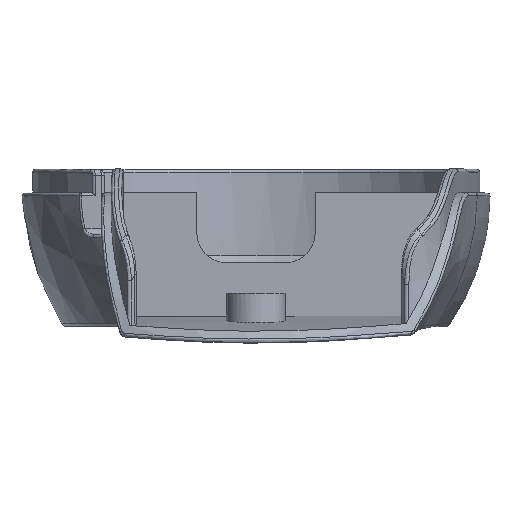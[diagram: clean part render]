
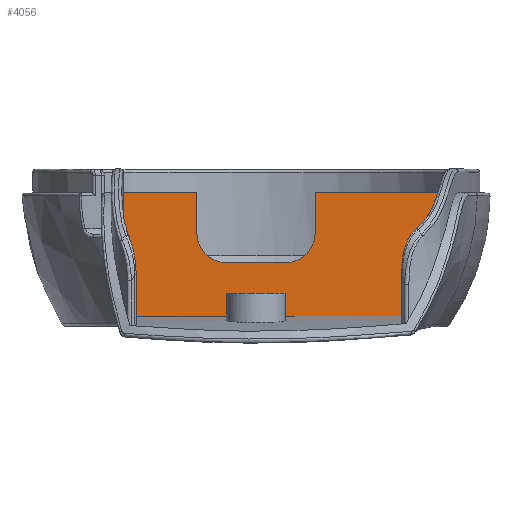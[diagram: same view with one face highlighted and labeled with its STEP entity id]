
A CAD part, top view. The second image highlights one B-rep face of the part: STEP entity #4056.
In plain terms, the highlighted planar face has unit normal (0, 0, 1).
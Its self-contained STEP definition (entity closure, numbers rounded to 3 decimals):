
#37=PLANE('',#4345);
#344=LINE('',#12624,#597);
#345=LINE('',#12626,#598);
#346=LINE('',#12630,#599);
#347=LINE('',#12634,#600);
#348=LINE('',#12636,#601);
#349=LINE('',#12638,#602);
#350=LINE('',#12645,#603);
#597=VECTOR('',#4895,1000.);
#598=VECTOR('',#4896,1000.);
#599=VECTOR('',#4899,1000.);
#600=VECTOR('',#4902,1000.);
#601=VECTOR('',#4903,1000.);
#602=VECTOR('',#4904,1000.);
#603=VECTOR('',#4905,1000.);
#883=FACE_OUTER_BOUND('',#1154,.T.);
#1154=EDGE_LOOP('',(#3123,#3124,#3125,#3126,#3127,#3128,#3129,#3130,#3131,
#3132,#3133,#3134));
#1319=ELLIPSE('',#4344,44.244,41.137);
#1403=B_SPLINE_CURVE_WITH_KNOTS('',3,(#11392,#11393,#11394,#11395,#11396,
#11397),.UNSPECIFIED.,.F.,.F.,(4,2,4),(-5.115,-2.544,
0.),.UNSPECIFIED.);
#1433=B_SPLINE_CURVE_WITH_KNOTS('',3,(#12639,#12640,#12641,#12642,#12643,
#12644),.UNSPECIFIED.,.F.,.F.,(4,2,4),(-0.726,-0.363,
0.),.UNSPECIFIED.);
#1583=CIRCLE('',#4346,5.);
#1584=CIRCLE('',#4347,5.);
#1831=VERTEX_POINT('',#11384);
#1832=VERTEX_POINT('',#11391);
#1868=VERTEX_POINT('',#12607);
#1869=VERTEX_POINT('',#12622);
#1870=VERTEX_POINT('',#12623);
#1871=VERTEX_POINT('',#12625);
#1872=VERTEX_POINT('',#12627);
#1873=VERTEX_POINT('',#12629);
#1874=VERTEX_POINT('',#12631);
#1875=VERTEX_POINT('',#12633);
#1876=VERTEX_POINT('',#12635);
#1877=VERTEX_POINT('',#12637);
#2275=EDGE_CURVE('',#1832,#1831,#1403,.T.);
#2338=EDGE_CURVE('',#1831,#1868,#1319,.T.);
#2340=EDGE_CURVE('',#1869,#1870,#344,.T.);
#2341=EDGE_CURVE('',#1871,#1869,#345,.T.);
#2342=EDGE_CURVE('',#1872,#1871,#1583,.T.);
#2343=EDGE_CURVE('',#1873,#1872,#346,.T.);
#2344=EDGE_CURVE('',#1874,#1873,#1584,.T.);
#2345=EDGE_CURVE('',#1875,#1874,#347,.T.);
#2346=EDGE_CURVE('',#1876,#1875,#348,.T.);
#2347=EDGE_CURVE('',#1877,#1876,#349,.T.);
#2348=EDGE_CURVE('',#1832,#1877,#1433,.T.);
#2349=EDGE_CURVE('',#1870,#1868,#350,.T.);
#3123=ORIENTED_EDGE('',*,*,#2340,.F.);
#3124=ORIENTED_EDGE('',*,*,#2341,.F.);
#3125=ORIENTED_EDGE('',*,*,#2342,.F.);
#3126=ORIENTED_EDGE('',*,*,#2343,.F.);
#3127=ORIENTED_EDGE('',*,*,#2344,.F.);
#3128=ORIENTED_EDGE('',*,*,#2345,.F.);
#3129=ORIENTED_EDGE('',*,*,#2346,.F.);
#3130=ORIENTED_EDGE('',*,*,#2347,.F.);
#3131=ORIENTED_EDGE('',*,*,#2348,.F.);
#3132=ORIENTED_EDGE('',*,*,#2275,.T.);
#3133=ORIENTED_EDGE('',*,*,#2338,.T.);
#3134=ORIENTED_EDGE('',*,*,#2349,.F.);
#4056=ADVANCED_FACE('',(#883),#37,.F.);
#4344=AXIS2_PLACEMENT_3D('',#12608,#4891,#4892);
#4345=AXIS2_PLACEMENT_3D('',#12621,#4893,#4894);
#4346=AXIS2_PLACEMENT_3D('',#12628,#4897,#4898);
#4347=AXIS2_PLACEMENT_3D('',#12632,#4900,#4901);
#4891=DIRECTION('center_axis',(0.,0.,1.));
#4892=DIRECTION('ref_axis',(0.911,-0.413,0.));
#4893=DIRECTION('center_axis',(0.,0.,-1.));
#4894=DIRECTION('ref_axis',(-1.,0.,0.));
#4895=DIRECTION('',(1.,0.,0.));
#4896=DIRECTION('',(0.,1.,0.));
#4897=DIRECTION('center_axis',(0.,0.,1.));
#4898=DIRECTION('ref_axis',(-1.,0.,0.));
#4899=DIRECTION('',(1.,0.,0.));
#4900=DIRECTION('center_axis',(0.,0.,1.));
#4901=DIRECTION('ref_axis',(1.,0.,0.));
#4902=DIRECTION('',(0.,-1.,0.));
#4903=DIRECTION('',(1.,0.,0.));
#4904=DIRECTION('',(0.,1.,0.));
#4905=DIRECTION('',(0.,-1.,0.));
#11384=CARTESIAN_POINT('',(271.726,-20.85,50.3));
#11391=CARTESIAN_POINT('',(223.509,-20.932,50.3));
#11392=CARTESIAN_POINT('Ctrl Pts',(223.509,-20.932,50.3));
#11393=CARTESIAN_POINT('Ctrl Pts',(231.507,-21.01,50.3));
#11394=CARTESIAN_POINT('Ctrl Pts',(239.583,-21.043,50.3));
#11395=CARTESIAN_POINT('Ctrl Pts',(255.544,-21.015,50.3));
#11396=CARTESIAN_POINT('Ctrl Pts',(263.247,-20.961,50.3));
#11397=CARTESIAN_POINT('Ctrl Pts',(271.726,-20.85,50.3));
#12607=CARTESIAN_POINT('',(276.327,-10.725,50.3));
#12608=CARTESIAN_POINT('Origin',(234.115,2.347,50.3));
#12621=CARTESIAN_POINT('Origin',(257.412,500000.,50.3));
#12622=CARTESIAN_POINT('',(254.,0.,50.3));
#12623=CARTESIAN_POINT('',(276.327,0.,50.3));
#12624=CARTESIAN_POINT('',(257.412,0.,50.3));
#12625=CARTESIAN_POINT('',(254.,-6.8,50.3));
#12626=CARTESIAN_POINT('',(254.,500000.,50.3));
#12627=CARTESIAN_POINT('',(249.,-11.8,50.3));
#12628=CARTESIAN_POINT('Origin',(249.,-6.8,50.3));
#12629=CARTESIAN_POINT('',(239.,-11.8,50.3));
#12630=CARTESIAN_POINT('',(257.412,-11.8,50.3));
#12631=CARTESIAN_POINT('',(234.,-6.8,50.3));
#12632=CARTESIAN_POINT('Origin',(239.,-6.8,50.3));
#12633=CARTESIAN_POINT('',(234.,0.,50.3));
#12634=CARTESIAN_POINT('',(234.,500000.,50.3));
#12635=CARTESIAN_POINT('',(221.566,0.,50.3));
#12636=CARTESIAN_POINT('',(257.412,0.,50.3));
#12637=CARTESIAN_POINT('',(221.566,-13.951,50.3));
#12638=CARTESIAN_POINT('',(221.566,500000.,50.3));
#12639=CARTESIAN_POINT('Ctrl Pts',(223.509,-20.932,50.3));
#12640=CARTESIAN_POINT('Ctrl Pts',(223.121,-19.788,50.3));
#12641=CARTESIAN_POINT('Ctrl Pts',(222.765,-18.635,50.3));
#12642=CARTESIAN_POINT('Ctrl Pts',(222.116,-16.305,50.3));
#12643=CARTESIAN_POINT('Ctrl Pts',(221.825,-15.132,50.3));
#12644=CARTESIAN_POINT('Ctrl Pts',(221.566,-13.951,50.3));
#12645=CARTESIAN_POINT('',(276.327,500000.,50.3));
